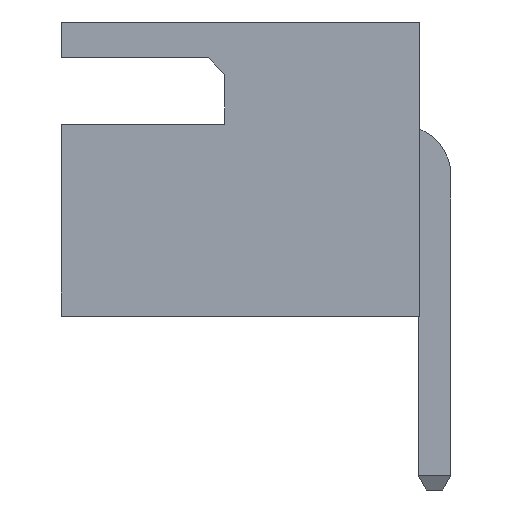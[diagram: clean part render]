
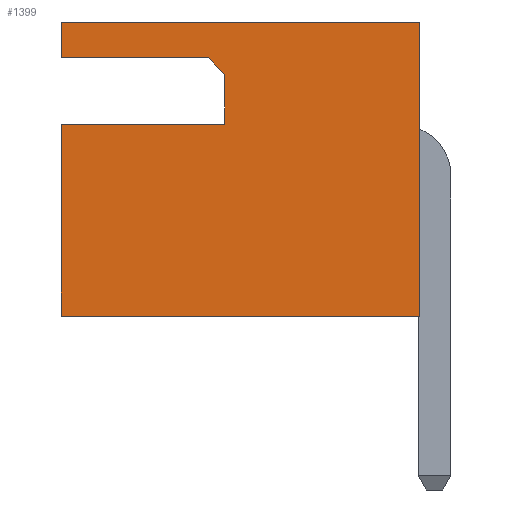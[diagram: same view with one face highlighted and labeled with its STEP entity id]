
A CAD part, left-side view. The second image highlights one B-rep face of the part: STEP entity #1399.
In plain terms, the highlighted planar face has unit normal (-1, 0, 0).
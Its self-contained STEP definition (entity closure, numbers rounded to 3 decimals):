
#1399=ADVANCED_FACE('',(#2572),#2574,.T.);
#2572=FACE_BOUND('',#2573,.T.);
#2573=EDGE_LOOP('',(#3552,#3553,#3554,#3555,#3556,#3557,#3558,#3559,#3560));
#2574=PLANE('',#2575);
#2575=AXIS2_PLACEMENT_3D('',#2576,#2577,#2578);
#2576=CARTESIAN_POINT('',(-40.05,0.3,0.));
#2577=DIRECTION('',(-1.,0.,0.));
#2578=DIRECTION('',(0.,0.,1.));
#3552=ORIENTED_EDGE('',*,*,#4142,.T.);
#3553=ORIENTED_EDGE('',*,*,#4143,.T.);
#3554=ORIENTED_EDGE('',*,*,#4144,.F.);
#3555=ORIENTED_EDGE('',*,*,#4050,.F.);
#3556=ORIENTED_EDGE('',*,*,#4075,.T.);
#3557=ORIENTED_EDGE('',*,*,#4127,.T.);
#3558=ORIENTED_EDGE('',*,*,#4145,.F.);
#3559=ORIENTED_EDGE('',*,*,#4146,.T.);
#3560=ORIENTED_EDGE('',*,*,#4147,.T.);
#4050=EDGE_CURVE('',#4660,#4662,#4663,.T.);
#4075=EDGE_CURVE('',#4660,#4694,#4696,.T.);
#4127=EDGE_CURVE('',#4694,#4766,#4768,.T.);
#4142=EDGE_CURVE('',#4783,#4784,#4785,.F.);
#4143=EDGE_CURVE('',#4784,#4786,#4787,.F.);
#4144=EDGE_CURVE('',#4662,#4786,#4788,.T.);
#4145=EDGE_CURVE('',#4789,#4766,#4790,.T.);
#4146=EDGE_CURVE('',#4789,#4791,#4792,.F.);
#4147=EDGE_CURVE('',#4791,#4783,#4793,.F.);
#4660=VERTEX_POINT('',#5793);
#4662=VERTEX_POINT('',#5797);
#4663=LINE('',#5798,#5799);
#4694=VERTEX_POINT('',#5877);
#4696=LINE('',#5881,#5882);
#4766=VERTEX_POINT('',#6053);
#4768=LINE('',#6057,#6058);
#4783=VERTEX_POINT('',#6102);
#4784=VERTEX_POINT('',#6103);
#4785=LINE('',#6104,#6105);
#4786=VERTEX_POINT('',#6107);
#4787=LINE('',#6108,#6109);
#4788=LINE('',#6111,#6112);
#4789=VERTEX_POINT('',#6114);
#4790=LINE('',#6115,#6116);
#4791=VERTEX_POINT('',#6118);
#4792=LINE('',#6119,#6120);
#4793=LINE('',#6122,#6123);
#5793=CARTESIAN_POINT('',(-40.05,0.3,0.));
#5797=CARTESIAN_POINT('',(-40.05,7.3,0.));
#5798=CARTESIAN_POINT('',(-40.05,0.3,0.));
#5799=VECTOR('',#5800,1.);
#5800=DIRECTION('',(0.,1.,0.));
#5877=CARTESIAN_POINT('',(-40.05,0.3,5.75));
#5881=CARTESIAN_POINT('',(-40.05,0.3,0.));
#5882=VECTOR('',#5883,1.);
#5883=DIRECTION('',(0.,0.,1.));
#6053=CARTESIAN_POINT('',(-40.05,7.3,5.75));
#6057=CARTESIAN_POINT('',(-40.05,0.3,5.75));
#6058=VECTOR('',#6059,1.);
#6059=DIRECTION('',(0.,1.,0.));
#6102=CARTESIAN_POINT('',(-40.05,4.1,4.725));
#6103=CARTESIAN_POINT('',(-40.05,4.1,3.75));
#6104=CARTESIAN_POINT('',(-40.05,4.1,3.75));
#6105=VECTOR('',#6106,1.);
#6106=DIRECTION('',(0.,0.,1.));
#6107=CARTESIAN_POINT('',(-40.05,7.3,3.75));
#6108=CARTESIAN_POINT('',(-40.05,7.3,3.75));
#6109=VECTOR('',#6110,1.);
#6110=DIRECTION('',(0.,-1.,0.));
#6111=CARTESIAN_POINT('',(-40.05,7.3,0.));
#6112=VECTOR('',#6113,1.);
#6113=DIRECTION('',(0.,0.,1.));
#6114=CARTESIAN_POINT('',(-40.05,7.3,5.05));
#6115=CARTESIAN_POINT('',(-40.05,7.3,5.05));
#6116=VECTOR('',#6117,1.);
#6117=DIRECTION('',(0.,0.,1.));
#6118=CARTESIAN_POINT('',(-40.05,4.425,5.05));
#6119=CARTESIAN_POINT('',(-40.05,4.425,5.05));
#6120=VECTOR('',#6121,1.);
#6121=DIRECTION('',(0.,1.,0.));
#6122=CARTESIAN_POINT('',(-40.05,4.1,4.725));
#6123=VECTOR('',#6124,1.);
#6124=DIRECTION('',(0.,0.707,0.707));
